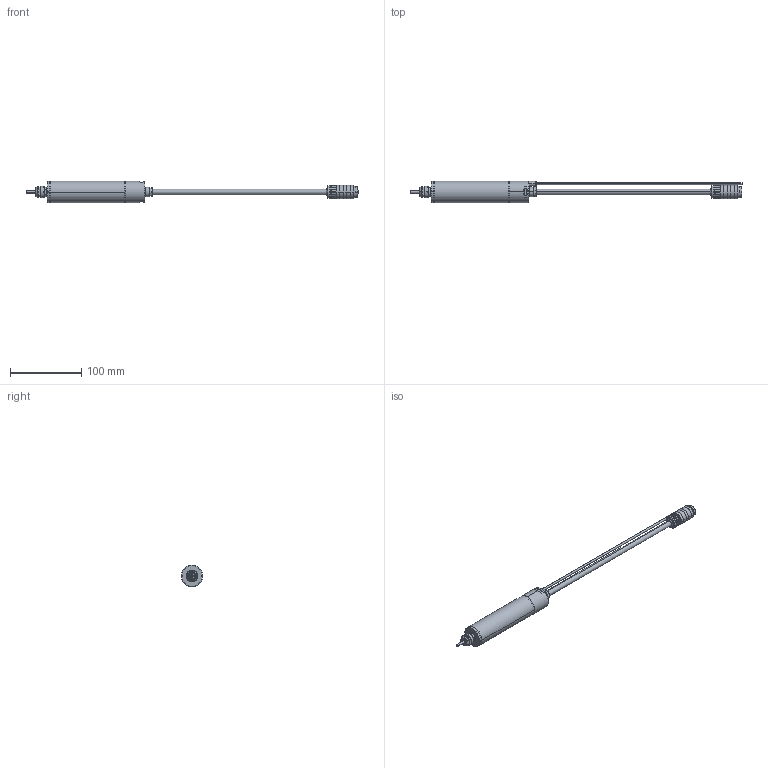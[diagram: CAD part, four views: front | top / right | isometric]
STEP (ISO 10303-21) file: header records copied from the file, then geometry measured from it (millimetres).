
FILE_DESCRIPTION (( 'STEP AP203' ), '1' );
FILE_NAME ('K817--101---000-1(閩).STEP', '2018-07-17T08:58:56', ( '' ), ( '' ), 'SwSTEP 2.0', 'SolidWorks 2013', '' );
FILE_SCHEMA (( 'CONFIG_CONTROL_DESIGN' ));
Length unit declared in the file: millimetre
Products named in the file (1): K817--101---000-1(閩)
Bounding box: 464.57 x 30 x 30 mm (x, y, z)
Volume: 62901.7 mm3; surface area: 52041.2 mm2
Topology: 12 solids, 12 shells, 765 faces, 1886 edges, 1206 vertices
Faces by surface type: cylinder 314, plane 228, cone 185, bspline 26, sphere 12
Entity records: 27514 total; most frequent: CARTESIAN_POINT 9201, DIRECTION 3990, ORIENTED_EDGE 3716, EDGE_CURVE 1858, AXIS2_PLACEMENT_3D 1620, VERTEX_POINT 1194, CIRCLE 880, EDGE_LOOP 874
